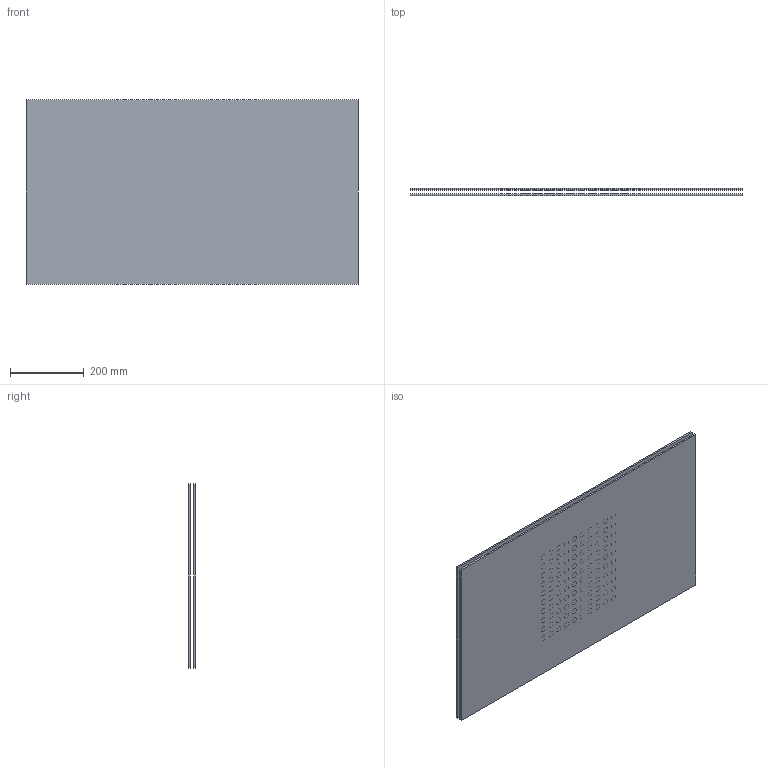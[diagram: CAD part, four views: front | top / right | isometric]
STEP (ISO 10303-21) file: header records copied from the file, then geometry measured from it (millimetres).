
FILE_DESCRIPTION (( 'STEP AP214' ), '1' );
FILE_NAME ('AMM Project Waveguide import.STEP', '2021-11-02T17:04:40', ( '' ), ( '' ), 'SwSTEP 2.0', 'SolidWorks 2020', '' );
FILE_SCHEMA (( 'AUTOMOTIVE_DESIGN' ));
Length unit declared in the file: millimetre
Products named in the file (1): AMM Project Waveguide import
Bounding box: 900 x 20 x 500 mm (x, y, z)
Volume: 4399469 mm3; surface area: 1853132.7 mm2
Topology: 2 solids, 2 shells, 612 faces, 1224 edges, 816 vertices
Faces by surface type: cylinder 400, plane 212
Entity records: 16483 total; most frequent: DIRECTION 3250, CARTESIAN_POINT 2653, ORIENTED_EDGE 2448, AXIS2_PLACEMENT_3D 1413, EDGE_CURVE 1224, VERTEX_POINT 816, EDGE_LOOP 812, CIRCLE 800
